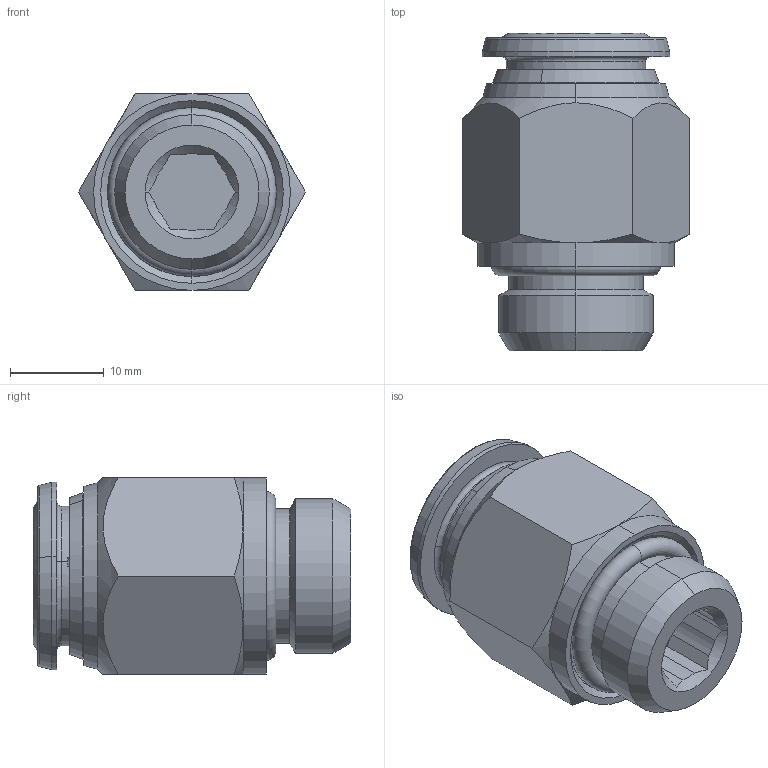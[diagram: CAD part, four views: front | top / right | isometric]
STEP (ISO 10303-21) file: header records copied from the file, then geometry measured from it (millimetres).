
FILE_DESCRIPTION (( 'STEP AP214' ), '1' );
FILE_NAME ('6002000009.step', '2012-10-16T16:31:13', ( '' ), ( '' ), 'SwSTEP 2.0', 'SolidWorks 2012', '' );
FILE_SCHEMA (( 'AUTOMOTIVE_DESIGN' ));
Length unit declared in the file: millimetre
Products named in the file (1): 6002000009
Bounding box: 24.25 x 33.9 x 21 mm (x, y, z)
Volume: 9230.7 mm3; surface area: 3712.8 mm2
Topology: 1 solids, 1 shells, 96 faces, 226 edges, 138 vertices
Faces by surface type: plane 34, cone 30, cylinder 20, torus 12
Entity records: 3984 total; most frequent: CARTESIAN_POINT 661, DIRECTION 492, ORIENTED_EDGE 452, EDGE_CURVE 226, AXIS2_PLACEMENT_3D 201, VERTEX_POINT 138, EDGE_LOOP 106, CIRCLE 104
